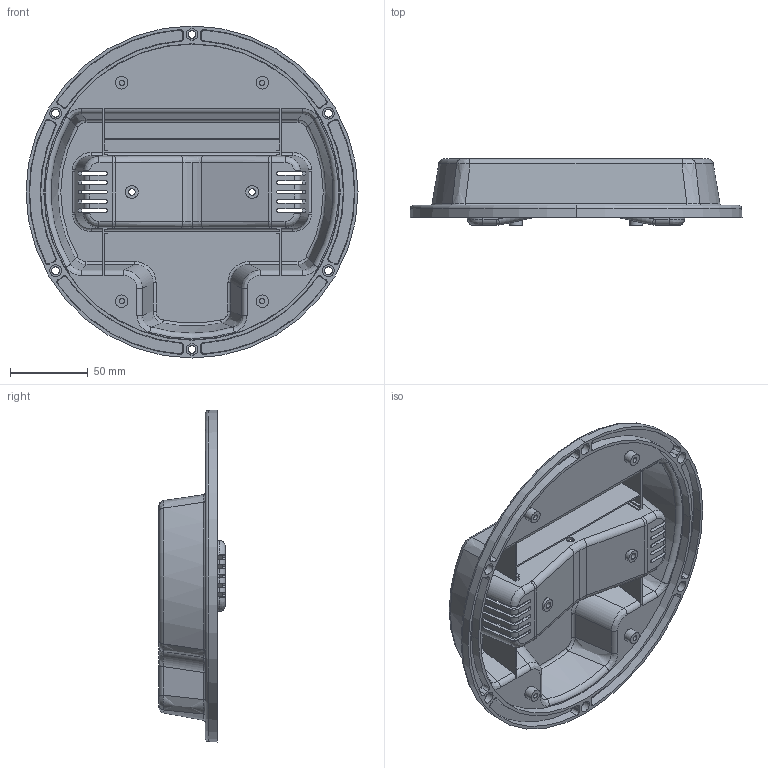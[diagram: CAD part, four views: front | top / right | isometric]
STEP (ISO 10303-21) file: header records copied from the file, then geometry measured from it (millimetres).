
FILE_DESCRIPTION (( 'STEP AP203' ), '1' );
FILE_NAME ('C122AA.STEP', '2022-09-15T11:34:35', ( '' ), ( '' ), 'SwSTEP 2.0', 'SolidWorks 2019', '' );
FILE_SCHEMA (( 'CONFIG_CONTROL_DESIGN' ));
Length unit declared in the file: millimetre
Products named in the file (1): C122AA
Bounding box: 213.67 x 42.81 x 213.67 mm (x, y, z)
Volume: 144640.1 mm3; surface area: 151961.2 mm2
Topology: 1 solids, 1 shells, 449 faces, 1206 edges, 768 vertices
Faces by surface type: cylinder 154, plane 133, bspline 106, cone 42, torus 14
Entity records: 17649 total; most frequent: CARTESIAN_POINT 7118, ORIENTED_EDGE 2412, DIRECTION 1972, EDGE_CURVE 1206, VERTEX_POINT 768, AXIS2_PLACEMENT_3D 734, LINE 504, VECTOR 504
